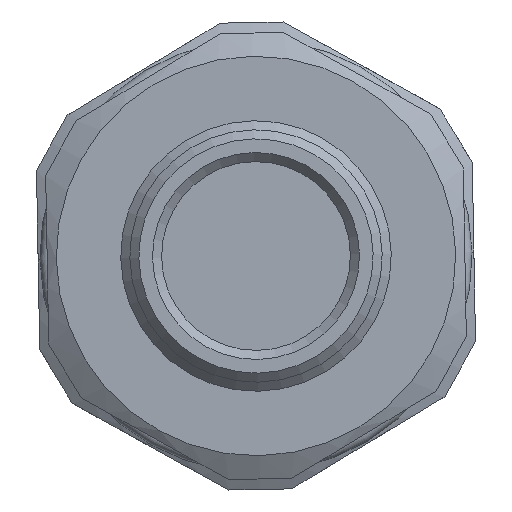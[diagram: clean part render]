
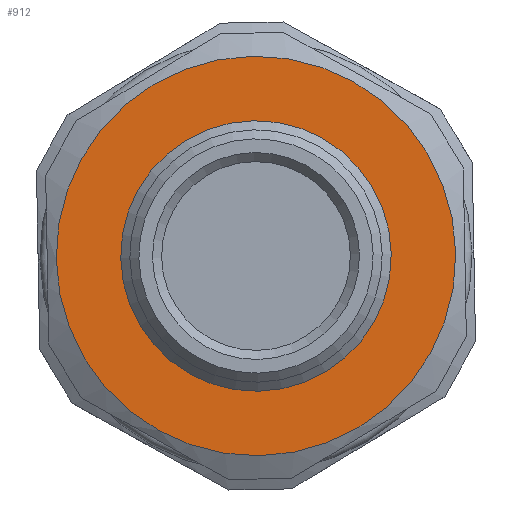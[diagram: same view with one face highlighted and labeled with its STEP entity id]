
A CAD part, front view. The second image highlights one B-rep face of the part: STEP entity #912.
In plain terms, the highlighted planar face has unit normal (0, -1, 0).
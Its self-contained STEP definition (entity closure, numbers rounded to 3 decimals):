
#81=FACE_BOUND('',#204,.T.);
#101=PLANE('',#1009);
#147=FACE_OUTER_BOUND('',#203,.T.);
#203=EDGE_LOOP('',(#686));
#204=EDGE_LOOP('',(#687));
#258=CIRCLE('',#1008,7.45);
#259=CIRCLE('',#1010,11.);
#396=VERTEX_POINT('',#1641);
#397=VERTEX_POINT('',#1645);
#506=EDGE_CURVE('',#396,#396,#258,.T.);
#508=EDGE_CURVE('',#397,#397,#259,.T.);
#686=ORIENTED_EDGE('',*,*,#508,.F.);
#687=ORIENTED_EDGE('',*,*,#506,.T.);
#912=ADVANCED_FACE('',(#147,#81),#101,.T.);
#1008=AXIS2_PLACEMENT_3D('',#1642,#1163,#1164);
#1009=AXIS2_PLACEMENT_3D('',#1644,#1166,#1167);
#1010=AXIS2_PLACEMENT_3D('',#1646,#1168,#1169);
#1163=DIRECTION('center_axis',(0.,1.,0.));
#1164=DIRECTION('ref_axis',(-0.857,0.,-0.516));
#1166=DIRECTION('center_axis',(0.,-1.,0.));
#1167=DIRECTION('ref_axis',(0.516,0.,-0.857));
#1168=DIRECTION('center_axis',(0.,1.,0.));
#1169=DIRECTION('ref_axis',(-0.857,0.,-0.516));
#1641=CARTESIAN_POINT('',(92.352,-14.632,87.613));
#1642=CARTESIAN_POINT('Origin',(85.969,-14.632,83.772));
#1644=CARTESIAN_POINT('Origin',(78.065,-14.632,79.015));
#1645=CARTESIAN_POINT('',(95.394,-14.632,89.443));
#1646=CARTESIAN_POINT('Origin',(85.969,-14.632,83.772));
